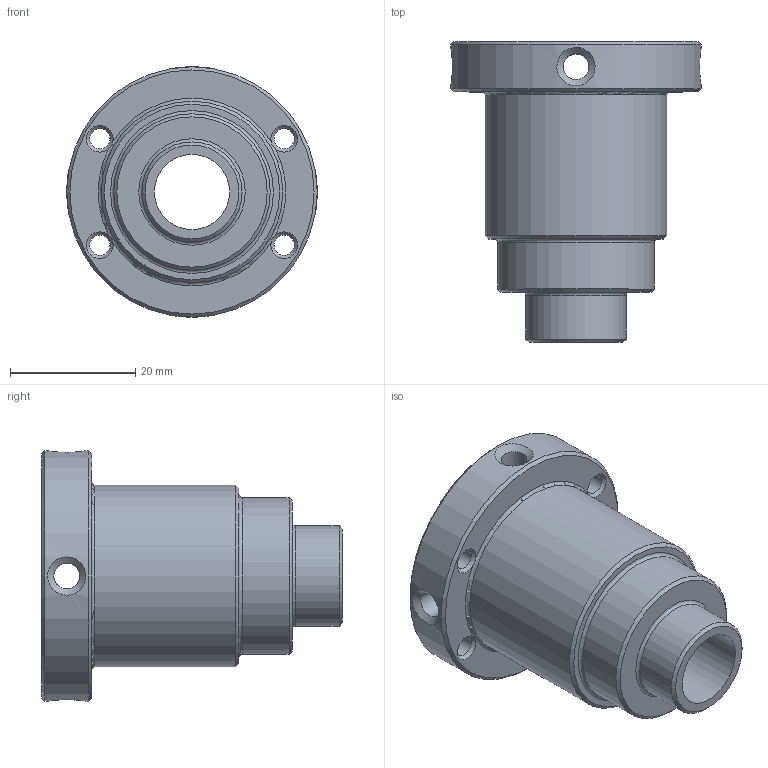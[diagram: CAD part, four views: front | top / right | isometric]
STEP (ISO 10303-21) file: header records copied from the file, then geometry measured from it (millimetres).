
FILE_DESCRIPTION(('STEP AP203'), '1');
FILE_NAME('óñòàíîâî÷íàÿ øàéáà ðåäóêòîðà', '', ('UNSPECIFIED'), ('UNSPECIFIED'), 'ASCON STEP Converter 1.6', 'ASCON Math Kernel', '');
FILE_SCHEMA(('CONFIG_CONTROL_DESIGN'));
Length unit declared in the file: millimetre
Bounding box: 40 x 48 x 40 mm (x, y, z)
Volume: 14504.6 mm3; surface area: 10246.1 mm2
Topology: 1 solids, 1 shells, 77 faces, 190 edges, 114 vertices
Faces by surface type: cylinder 24, plane 22, cone 18, torus 8, bspline 5
Full cylindrical faces by diameter (mm): 3.242 x4, 4.134 x4, 12 x1, 16 x1, 20.5 x1, 25 x1, 29 x1, 40 x1
Entity records: 4273 total; most frequent: CARTESIAN_POINT 1941, DIRECTION 338, ORIENTED_EDGE 308, EDGE_CURVE 154, AXIS2_PLACEMENT_3D 147, EDGE_LOOP 130, VERTEX_POINT 114, COLOUR_RGB 78
